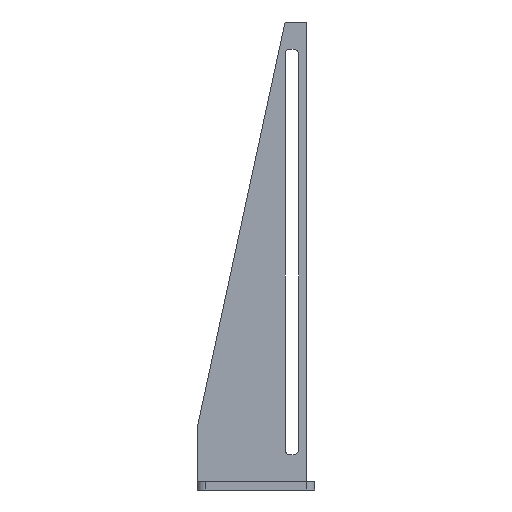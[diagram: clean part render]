
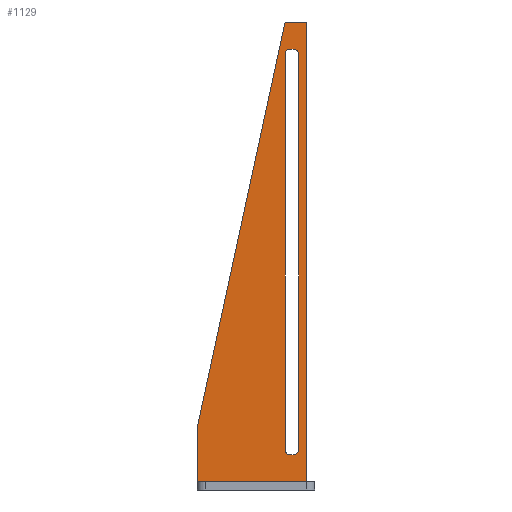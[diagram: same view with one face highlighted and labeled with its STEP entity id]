
A CAD part, left-side view. The second image highlights one B-rep face of the part: STEP entity #1129.
In plain terms, the highlighted planar face has unit normal (-1, 0, 0).
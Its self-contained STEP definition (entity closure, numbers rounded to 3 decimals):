
#154 = VERTEX_POINT('',#155);
#155 = CARTESIAN_POINT('',(23.,3.5,3.));
#161 = EDGE_CURVE('',#154,#162,#164,.T.);
#162 = VERTEX_POINT('',#163);
#163 = CARTESIAN_POINT('',(23.,43.95,3.));
#164 = LINE('',#165,#166);
#165 = CARTESIAN_POINT('',(23.,3.5,3.));
#166 = VECTOR('',#167,1.);
#167 = DIRECTION('',(0.,1.,0.));
#1129 = ADVANCED_FACE('',(#1130,#1163),#1233,.F.);
#1130 = FACE_BOUND('',#1131,.F.);
#1131 = EDGE_LOOP('',(#1132,#1142,#1148,#1149,#1157));
#1132 = ORIENTED_EDGE('',*,*,#1133,.F.);
#1133 = EDGE_CURVE('',#1134,#1136,#1138,.T.);
#1134 = VERTEX_POINT('',#1135);
#1135 = CARTESIAN_POINT('',(23.,3.5,173.));
#1136 = VERTEX_POINT('',#1137);
#1137 = CARTESIAN_POINT('',(23.,11.5,173.));
#1138 = LINE('',#1139,#1140);
#1139 = CARTESIAN_POINT('',(23.,3.5,173.));
#1140 = VECTOR('',#1141,1.);
#1141 = DIRECTION('',(0.,1.,0.));
#1142 = ORIENTED_EDGE('',*,*,#1143,.F.);
#1143 = EDGE_CURVE('',#154,#1134,#1144,.T.);
#1144 = LINE('',#1145,#1146);
#1145 = CARTESIAN_POINT('',(23.,3.5,3.));
#1146 = VECTOR('',#1147,1.);
#1147 = DIRECTION('',(0.,0.,1.));
#1148 = ORIENTED_EDGE('',*,*,#161,.T.);
#1149 = ORIENTED_EDGE('',*,*,#1150,.T.);
#1150 = EDGE_CURVE('',#162,#1151,#1153,.T.);
#1151 = VERTEX_POINT('',#1152);
#1152 = CARTESIAN_POINT('',(23.,43.95,23.));
#1153 = LINE('',#1154,#1155);
#1154 = CARTESIAN_POINT('',(23.,43.95,3.));
#1155 = VECTOR('',#1156,1.);
#1156 = DIRECTION('',(0.,0.,1.));
#1157 = ORIENTED_EDGE('',*,*,#1158,.F.);
#1158 = EDGE_CURVE('',#1136,#1151,#1159,.T.);
#1159 = LINE('',#1160,#1161);
#1160 = CARTESIAN_POINT('',(23.,37.,55.127));
#1161 = VECTOR('',#1162,1.);
#1162 = DIRECTION('',(0.,0.211,-0.977));
#1163 = FACE_BOUND('',#1164,.F.);
#1164 = EDGE_LOOP('',(#1165,#1176,#1184,#1193,#1201,#1210,#1218,#1227));
#1165 = ORIENTED_EDGE('',*,*,#1166,.F.);
#1166 = EDGE_CURVE('',#1167,#1169,#1171,.T.);
#1167 = VERTEX_POINT('',#1168);
#1168 = CARTESIAN_POINT('',(23.,6.5,15.));
#1169 = VERTEX_POINT('',#1170);
#1170 = CARTESIAN_POINT('',(23.,8.5,13.));
#1171 = CIRCLE('',#1172,2.);
#1172 = AXIS2_PLACEMENT_3D('',#1173,#1174,#1175);
#1173 = CARTESIAN_POINT('',(23.,8.5,15.));
#1174 = DIRECTION('',(1.,0.,-0.));
#1175 = DIRECTION('',(0.,0.,1.));
#1176 = ORIENTED_EDGE('',*,*,#1177,.T.);
#1177 = EDGE_CURVE('',#1167,#1178,#1180,.T.);
#1178 = VERTEX_POINT('',#1179);
#1179 = CARTESIAN_POINT('',(23.,6.5,161.));
#1180 = LINE('',#1181,#1182);
#1181 = CARTESIAN_POINT('',(23.,6.5,13.));
#1182 = VECTOR('',#1183,1.);
#1183 = DIRECTION('',(0.,0.,1.));
#1184 = ORIENTED_EDGE('',*,*,#1185,.T.);
#1185 = EDGE_CURVE('',#1178,#1186,#1188,.T.);
#1186 = VERTEX_POINT('',#1187);
#1187 = CARTESIAN_POINT('',(23.,8.5,163.));
#1188 = CIRCLE('',#1189,2.);
#1189 = AXIS2_PLACEMENT_3D('',#1190,#1191,#1192);
#1190 = CARTESIAN_POINT('',(23.,8.5,161.));
#1191 = DIRECTION('',(-1.,0.,0.));
#1192 = DIRECTION('',(0.,0.,1.));
#1193 = ORIENTED_EDGE('',*,*,#1194,.T.);
#1194 = EDGE_CURVE('',#1186,#1195,#1197,.T.);
#1195 = VERTEX_POINT('',#1196);
#1196 = CARTESIAN_POINT('',(23.,9.5,163.));
#1197 = LINE('',#1198,#1199);
#1198 = CARTESIAN_POINT('',(23.,6.5,163.));
#1199 = VECTOR('',#1200,1.);
#1200 = DIRECTION('',(0.,1.,0.));
#1201 = ORIENTED_EDGE('',*,*,#1202,.F.);
#1202 = EDGE_CURVE('',#1203,#1195,#1205,.T.);
#1203 = VERTEX_POINT('',#1204);
#1204 = CARTESIAN_POINT('',(23.,11.5,161.));
#1205 = CIRCLE('',#1206,2.);
#1206 = AXIS2_PLACEMENT_3D('',#1207,#1208,#1209);
#1207 = CARTESIAN_POINT('',(23.,9.5,161.));
#1208 = DIRECTION('',(1.,0.,-0.));
#1209 = DIRECTION('',(0.,0.,1.));
#1210 = ORIENTED_EDGE('',*,*,#1211,.F.);
#1211 = EDGE_CURVE('',#1212,#1203,#1214,.T.);
#1212 = VERTEX_POINT('',#1213);
#1213 = CARTESIAN_POINT('',(23.,11.5,15.));
#1214 = LINE('',#1215,#1216);
#1215 = CARTESIAN_POINT('',(23.,11.5,13.));
#1216 = VECTOR('',#1217,1.);
#1217 = DIRECTION('',(0.,0.,1.));
#1218 = ORIENTED_EDGE('',*,*,#1219,.T.);
#1219 = EDGE_CURVE('',#1212,#1220,#1222,.T.);
#1220 = VERTEX_POINT('',#1221);
#1221 = CARTESIAN_POINT('',(23.,9.5,13.));
#1222 = CIRCLE('',#1223,2.);
#1223 = AXIS2_PLACEMENT_3D('',#1224,#1225,#1226);
#1224 = CARTESIAN_POINT('',(23.,9.5,15.));
#1225 = DIRECTION('',(-1.,0.,0.));
#1226 = DIRECTION('',(0.,0.,1.));
#1227 = ORIENTED_EDGE('',*,*,#1228,.F.);
#1228 = EDGE_CURVE('',#1169,#1220,#1229,.T.);
#1229 = LINE('',#1230,#1231);
#1230 = CARTESIAN_POINT('',(23.,6.5,13.));
#1231 = VECTOR('',#1232,1.);
#1232 = DIRECTION('',(0.,1.,0.));
#1233 = PLANE('',#1234);
#1234 = AXIS2_PLACEMENT_3D('',#1235,#1236,#1237);
#1235 = CARTESIAN_POINT('',(23.,3.5,3.));
#1236 = DIRECTION('',(1.,0.,0.));
#1237 = DIRECTION('',(0.,0.,1.));
